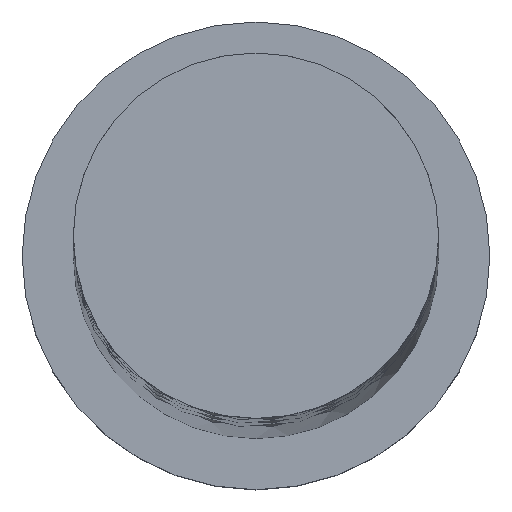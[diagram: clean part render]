
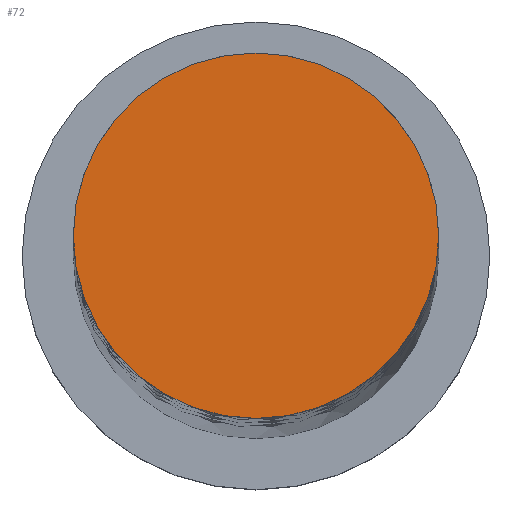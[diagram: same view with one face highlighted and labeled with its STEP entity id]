
A CAD part, top view. The second image highlights one B-rep face of the part: STEP entity #72.
In plain terms, the highlighted planar face has unit normal (0, 0, 1).
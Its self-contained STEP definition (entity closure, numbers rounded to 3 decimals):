
#72 = ADVANCED_FACE ( 'NONE', ( #2333 ), #680, .T. ) ;
#118 = CIRCLE ( 'NONE', #1455, 12.5 ) ;
#137 = AXIS2_PLACEMENT_3D ( 'NONE', #487, #1592, #1224 ) ;
#198 = DIRECTION ( 'NONE',  ( 1., 0., 0. ) ) ;
#436 = VERTEX_POINT ( 'NONE', #1694 ) ;
#487 = CARTESIAN_POINT ( 'NONE',  ( 0., 0., 800. ) ) ;
#531 = DIRECTION ( 'NONE',  ( 1., 0., 0. ) ) ;
#543 = DIRECTION ( 'NONE',  ( 0., 0., 1. ) ) ;
#567 = ORIENTED_EDGE ( 'NONE', *, *, #645, .T. ) ;
#597 = EDGE_LOOP ( 'NONE', ( #567, #697 ) ) ;
#645 = EDGE_CURVE ( 'NONE', #436, #661, #1491, .T. ) ;
#661 = VERTEX_POINT ( 'NONE', #1811 ) ;
#680 = PLANE ( 'NONE',  #137 ) ;
#697 = ORIENTED_EDGE ( 'NONE', *, *, #2334, .T. ) ;
#941 = CARTESIAN_POINT ( 'NONE',  ( 0., 0., 800. ) ) ;
#1113 = CARTESIAN_POINT ( 'NONE',  ( 0., 0., 800. ) ) ;
#1116 = DIRECTION ( 'NONE',  ( 0., 0., 1. ) ) ;
#1224 = DIRECTION ( 'NONE',  ( 1., 0., 0. ) ) ;
#1455 = AXIS2_PLACEMENT_3D ( 'NONE', #941, #1116, #198 ) ;
#1491 = CIRCLE ( 'NONE', #2210, 12.5 ) ;
#1592 = DIRECTION ( 'NONE',  ( 0., 0., 1. ) ) ;
#1694 = CARTESIAN_POINT ( 'NONE',  ( -12.5, 0., 800. ) ) ;
#1811 = CARTESIAN_POINT ( 'NONE',  ( 12.5, 0., 800. ) ) ;
#2210 = AXIS2_PLACEMENT_3D ( 'NONE', #1113, #543, #531 ) ;
#2333 = FACE_OUTER_BOUND ( 'NONE', #597, .T. ) ;
#2334 = EDGE_CURVE ( 'NONE', #661, #436, #118, .T. ) ;
